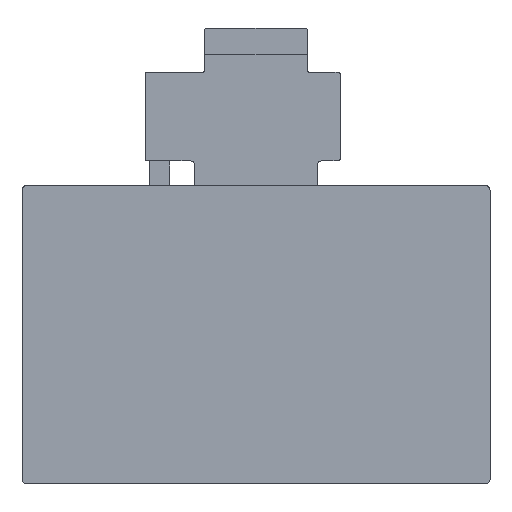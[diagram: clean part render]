
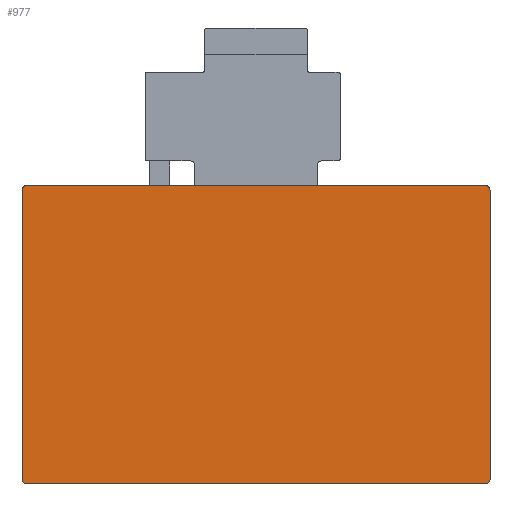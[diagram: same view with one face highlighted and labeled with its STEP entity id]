
A CAD part, front view. The second image highlights one B-rep face of the part: STEP entity #977.
In plain terms, the highlighted planar face has unit normal (0, -1, 0).
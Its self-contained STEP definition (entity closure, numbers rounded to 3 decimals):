
#14=CARTESIAN_POINT('',(-51.75,0.,35.132));
#15=DIRECTION('',(0.,-1.,0.));
#16=DIRECTION('',(0.,0.,1.));
#17=AXIS2_PLACEMENT_3D('',#14,#15,#16);
#19=DIRECTION('',(1.,0.,0.));
#20=VECTOR('',#19,103.5);
#21=CARTESIAN_POINT('',(-51.75,0.,36.132));
#22=LINE('',#21,#20);
#23=CARTESIAN_POINT('',(51.75,0.,35.132));
#24=DIRECTION('',(0.,-1.,0.));
#25=DIRECTION('',(1.,0.,0.));
#26=AXIS2_PLACEMENT_3D('',#23,#24,#25);
#28=DIRECTION('',(0.,0.,-1.));
#29=VECTOR('',#28,65.2);
#30=CARTESIAN_POINT('',(52.75,0.,35.132));
#31=LINE('',#30,#29);
#32=CARTESIAN_POINT('',(51.75,0.,-30.068));
#33=DIRECTION('',(0.,-1.,0.));
#34=DIRECTION('',(0.,0.,-1.));
#35=AXIS2_PLACEMENT_3D('',#32,#33,#34);
#37=DIRECTION('',(-1.,0.,0.));
#38=VECTOR('',#37,103.5);
#39=CARTESIAN_POINT('',(51.75,0.,-31.068));
#40=LINE('',#39,#38);
#41=CARTESIAN_POINT('',(-51.75,0.,-30.068));
#42=DIRECTION('',(0.,-1.,0.));
#43=DIRECTION('',(-1.,0.,0.));
#44=AXIS2_PLACEMENT_3D('',#41,#42,#43);
#46=DIRECTION('',(0.,0.,1.));
#47=VECTOR('',#46,65.2);
#48=CARTESIAN_POINT('',(-52.75,0.,-30.068));
#49=LINE('',#48,#47);
#786=CARTESIAN_POINT('',(-51.75,0.,36.132));
#787=CARTESIAN_POINT('',(-52.75,0.,35.132));
#788=VERTEX_POINT('',#786);
#789=VERTEX_POINT('',#787);
#790=CARTESIAN_POINT('',(52.75,0.,35.132));
#791=CARTESIAN_POINT('',(51.75,0.,36.132));
#792=VERTEX_POINT('',#790);
#793=VERTEX_POINT('',#791);
#794=CARTESIAN_POINT('',(51.75,0.,-31.068));
#795=CARTESIAN_POINT('',(52.75,0.,-30.068));
#796=VERTEX_POINT('',#794);
#797=VERTEX_POINT('',#795);
#798=CARTESIAN_POINT('',(-52.75,0.,-30.068));
#799=CARTESIAN_POINT('',(-51.75,0.,-31.068));
#800=VERTEX_POINT('',#798);
#801=VERTEX_POINT('',#799);
#954=CARTESIAN_POINT('',(0.,0.,0.));
#955=DIRECTION('',(0.,1.,0.));
#956=DIRECTION('',(1.,0.,0.));
#957=AXIS2_PLACEMENT_3D('',#954,#955,#956);
#958=PLANE('',#957);
#960=ORIENTED_EDGE('',*,*,#959,.F.);
#962=ORIENTED_EDGE('',*,*,#961,.T.);
#964=ORIENTED_EDGE('',*,*,#963,.F.);
#966=ORIENTED_EDGE('',*,*,#965,.T.);
#968=ORIENTED_EDGE('',*,*,#967,.F.);
#970=ORIENTED_EDGE('',*,*,#969,.T.);
#972=ORIENTED_EDGE('',*,*,#971,.F.);
#974=ORIENTED_EDGE('',*,*,#973,.T.);
#975=EDGE_LOOP('',(#960,#962,#964,#966,#968,#970,#972,#974));
#976=FACE_OUTER_BOUND('',#975,.F.);
#18=CIRCLE('',#17,1.);
#27=CIRCLE('',#26,1.);
#36=CIRCLE('',#35,1.);
#45=CIRCLE('',#44,1.);
#959=EDGE_CURVE('',#788,#789,#18,.T.);
#961=EDGE_CURVE('',#788,#793,#22,.T.);
#963=EDGE_CURVE('',#792,#793,#27,.T.);
#965=EDGE_CURVE('',#792,#797,#31,.T.);
#967=EDGE_CURVE('',#796,#797,#36,.T.);
#969=EDGE_CURVE('',#796,#801,#40,.T.);
#971=EDGE_CURVE('',#800,#801,#45,.T.);
#973=EDGE_CURVE('',#800,#789,#49,.T.);
#977=ADVANCED_FACE('',(#976),#958,.F.);
